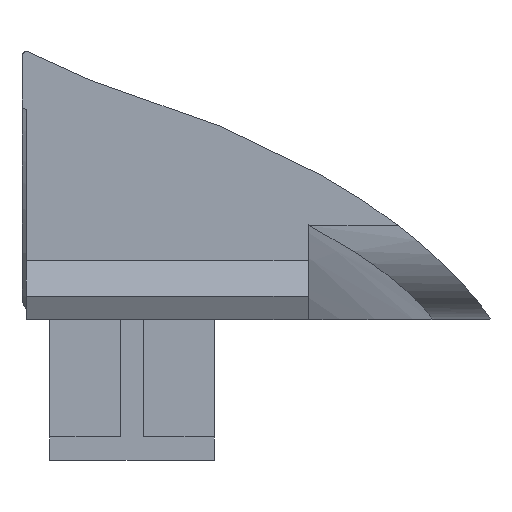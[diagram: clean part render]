
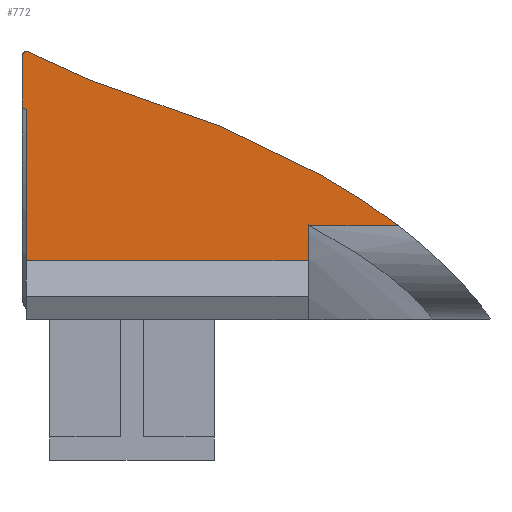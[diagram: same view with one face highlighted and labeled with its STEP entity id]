
A CAD part, front view. The second image highlights one B-rep face of the part: STEP entity #772.
In plain terms, the highlighted planar face has unit normal (0, -1, 0).
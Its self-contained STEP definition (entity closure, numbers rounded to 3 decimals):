
#18=CIRCLE('',#800,0.2);
#20=LINE('',#1192,#89);
#23=LINE('',#1291,#92);
#63=LINE('',#1646,#132);
#65=LINE('',#1674,#134);
#66=LINE('',#1676,#135);
#67=LINE('',#1678,#136);
#89=VECTOR('',#838,10.);
#92=VECTOR('',#843,10.);
#132=VECTOR('',#925,10.);
#134=VECTOR('',#929,10.);
#135=VECTOR('',#930,10.);
#136=VECTOR('',#931,10.);
#177=PLANE('',#822);
#218=FACE_OUTER_BOUND('',#260,.T.);
#260=EDGE_LOOP('',(#647,#648,#649,#650,#651,#652,#653,#654,#655,#656));
#276=B_SPLINE_CURVE_WITH_KNOTS('',3,(#1032,#1033,#1034,#1035,#1036,#1037),
 .UNSPECIFIED.,.F.,.F.,(4,2,4),(3.472,5.917,6.146),
 .UNSPECIFIED.);
#309=B_SPLINE_CURVE_WITH_KNOTS('',3,(#1669,#1670,#1671,#1672),
 .UNSPECIFIED.,.F.,.F.,(4,4),(-3.585,-3.565),
 .UNSPECIFIED.);
#310=B_SPLINE_CURVE_WITH_KNOTS('',3,(#1679,#1680,#1681,#1682),
 .UNSPECIFIED.,.F.,.F.,(4,4),(-5.461,-5.44),
 .UNSPECIFIED.);
#319=VERTEX_POINT('',#1026);
#320=VERTEX_POINT('',#1031);
#328=VERTEX_POINT('',#1190);
#329=VERTEX_POINT('',#1191);
#333=VERTEX_POINT('',#1257);
#370=VERTEX_POINT('',#1645);
#372=VERTEX_POINT('',#1668);
#373=VERTEX_POINT('',#1673);
#374=VERTEX_POINT('',#1675);
#375=VERTEX_POINT('',#1677);
#394=EDGE_CURVE('',#319,#320,#276,.T.);
#405=EDGE_CURVE('',#328,#329,#20,.T.);
#413=EDGE_CURVE('',#333,#328,#18,.T.);
#415=EDGE_CURVE('',#333,#319,#23,.T.);
#471=EDGE_CURVE('',#320,#370,#63,.T.);
#474=EDGE_CURVE('',#372,#329,#309,.T.);
#475=EDGE_CURVE('',#372,#373,#65,.T.);
#476=EDGE_CURVE('',#373,#374,#66,.T.);
#477=EDGE_CURVE('',#375,#374,#67,.T.);
#478=EDGE_CURVE('',#370,#375,#310,.T.);
#647=ORIENTED_EDGE('',*,*,#405,.T.);
#648=ORIENTED_EDGE('',*,*,#474,.F.);
#649=ORIENTED_EDGE('',*,*,#475,.T.);
#650=ORIENTED_EDGE('',*,*,#476,.T.);
#651=ORIENTED_EDGE('',*,*,#477,.F.);
#652=ORIENTED_EDGE('',*,*,#478,.F.);
#653=ORIENTED_EDGE('',*,*,#471,.F.);
#654=ORIENTED_EDGE('',*,*,#394,.F.);
#655=ORIENTED_EDGE('',*,*,#415,.F.);
#656=ORIENTED_EDGE('',*,*,#413,.T.);
#772=ADVANCED_FACE('',(#218),#177,.F.);
#800=AXIS2_PLACEMENT_3D('',#1270,#841,#842);
#822=AXIS2_PLACEMENT_3D('',#1667,#927,#928);
#838=DIRECTION('',(0.,0.,-1.));
#841=DIRECTION('center_axis',(0.,-1.,0.));
#842=DIRECTION('ref_axis',(0.415,0.,0.91));
#843=DIRECTION('',(0.91,0.,-0.415));
#925=DIRECTION('',(-1.,0.,0.));
#927=DIRECTION('center_axis',(0.,1.,0.));
#928=DIRECTION('ref_axis',(-1.,0.,0.));
#929=DIRECTION('',(0.,0.,-1.));
#930=DIRECTION('',(1.,0.,0.));
#931=DIRECTION('',(0.,0.,-1.));
#1026=CARTESIAN_POINT('',(73.7,80.,25.209));
#1031=CARTESIAN_POINT('',(86.845,80.,19.));
#1032=CARTESIAN_POINT('Ctrl Pts',(73.7,80.,25.209));
#1033=CARTESIAN_POINT('Ctrl Pts',(79.408,80.,23.471));
#1034=CARTESIAN_POINT('Ctrl Pts',(83.315,80.,21.515));
#1035=CARTESIAN_POINT('Ctrl Pts',(86.349,80.,19.371));
#1036=CARTESIAN_POINT('Ctrl Pts',(86.601,80.,19.187));
#1037=CARTESIAN_POINT('Ctrl Pts',(86.845,80.,19.));
#1190=CARTESIAN_POINT('',(70.814,80.,26.216));
#1191=CARTESIAN_POINT('',(70.814,80.,24.005));
#1192=CARTESIAN_POINT('',(70.814,80.,0.));
#1257=CARTESIAN_POINT('',(71.097,80.,26.398));
#1270=CARTESIAN_POINT('Origin',(71.014,80.,26.216));
#1291=CARTESIAN_POINT('',(71.097,80.,26.398));
#1645=CARTESIAN_POINT('',(83.07,80.,19.));
#1646=CARTESIAN_POINT('',(72.046,80.,19.));
#1667=CARTESIAN_POINT('Origin',(95.341,80.,0.));
#1668=CARTESIAN_POINT('',(71.,80.,23.952));
#1669=CARTESIAN_POINT('Ctrl Pts',(71.,80.,23.952));
#1670=CARTESIAN_POINT('Ctrl Pts',(70.938,80.,23.97));
#1671=CARTESIAN_POINT('Ctrl Pts',(70.876,80.,23.988));
#1672=CARTESIAN_POINT('Ctrl Pts',(70.814,80.,24.005));
#1673=CARTESIAN_POINT('',(71.,80.,17.));
#1674=CARTESIAN_POINT('',(71.,80.,24.));
#1675=CARTESIAN_POINT('',(83.,80.,17.));
#1676=CARTESIAN_POINT('',(89.171,80.,17.));
#1677=CARTESIAN_POINT('',(83.,80.,19.038));
#1678=CARTESIAN_POINT('',(83.,80.,24.));
#1679=CARTESIAN_POINT('Ctrl Pts',(83.068,80.,19.001));
#1680=CARTESIAN_POINT('Ctrl Pts',(83.045,80.,19.014));
#1681=CARTESIAN_POINT('Ctrl Pts',(83.021,80.,19.027));
#1682=CARTESIAN_POINT('Ctrl Pts',(82.998,80.,19.039));
